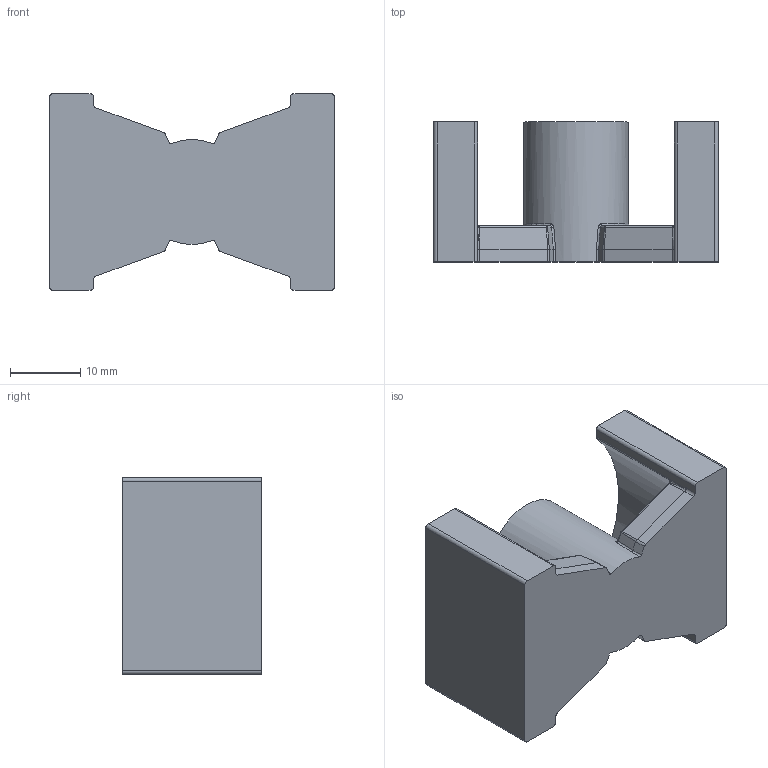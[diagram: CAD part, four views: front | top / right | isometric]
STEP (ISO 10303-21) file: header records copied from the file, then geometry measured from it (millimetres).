
FILE_DESCRIPTION((''),'2;1');
FILE_NAME('C61036-A0752-C001-01-7606','2018-04-06T',('ec7121'),(''),'PRO/ENGINEER BY PARAMETRIC TECHNOLOGY CORPORATION, 2014000','PRO/ENGINEER BY PARAMETRIC TECHNOLOGY CORPORATION, 2014000','');
FILE_SCHEMA(('CONFIG_CONTROL_DESIGN'));
Length unit declared in the file: millimetre
Products named in the file (1): C61036-A0752-C001-01-7606
Bounding box: 40.5 x 19.9 x 28 mm (x, y, z)
Volume: 10024.6 mm3; surface area: 5247.2 mm2
Topology: 1 solids, 1 shells, 116 faces, 286 edges, 172 vertices
Faces by surface type: cylinder 36, plane 32, bspline 28, cone 8, torus 8, sphere 4
Entity records: 4736 total; most frequent: CARTESIAN_POINT 2142, ORIENTED_EDGE 572, DIRECTION 490, EDGE_CURVE 286, AXIS2_PLACEMENT_3D 188, VERTEX_POINT 172, EDGE_LOOP 116, FACE_OUTER_BOUND 116
